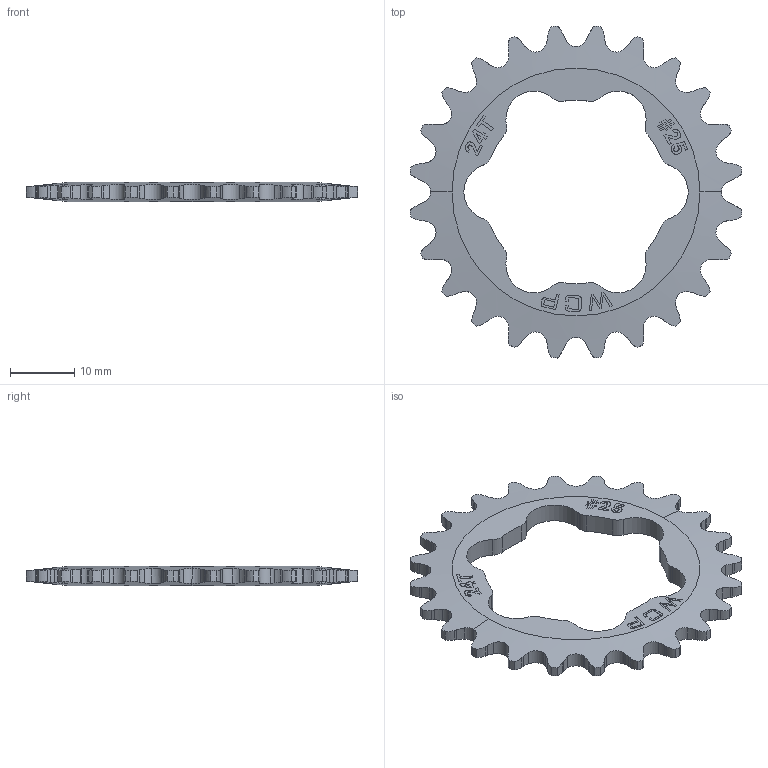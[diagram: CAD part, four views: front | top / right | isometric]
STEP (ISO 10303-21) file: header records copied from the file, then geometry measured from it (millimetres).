
FILE_DESCRIPTION (( 'STEP AP214' ), '1' );
FILE_NAME ('WCP-0964 Rev2.step', '2023-12-13T23:17:09', ( '' ), ( '' ), 'SwSTEP 2.0', 'SolidWorks 2022', '' );
FILE_SCHEMA (( 'AUTOMOTIVE_DESIGN' ));
Length unit declared in the file: inch
Products named in the file (1): WCP-0964 Rev2
Bounding box: 51.71 x 51.71 x 3 mm (x, y, z)
Volume: 2791.8 mm3; surface area: 2927.7 mm2
Topology: 1 solids, 1 shells, 392 faces, 1132 edges, 754 vertices
Faces by surface type: cylinder 186, plane 173, bspline 29, cone 4
Entity records: 15356 total; most frequent: CARTESIAN_POINT 5812, ORIENTED_EDGE 2264, DIRECTION 1548, EDGE_CURVE 1132, VERTEX_POINT 754, VECTOR 600, LINE 600, AXIS2_PLACEMENT_3D 474
